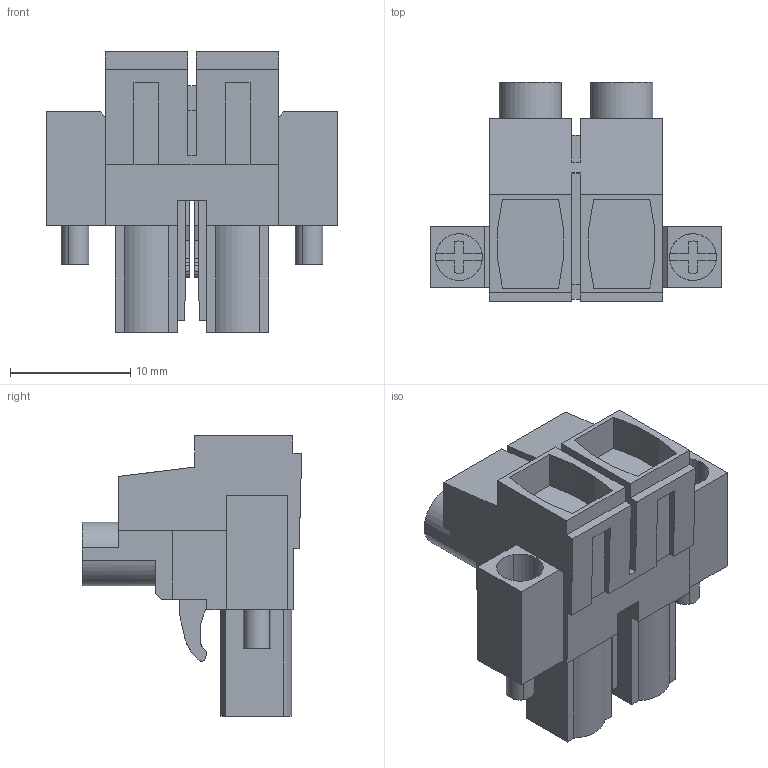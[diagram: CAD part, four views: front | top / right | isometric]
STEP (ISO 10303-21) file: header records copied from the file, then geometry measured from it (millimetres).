
FILE_DESCRIPTION(('CATIA V5 STEP Exchange','CAx-IF Rec.Pracs.--- Model Styling and Organization---1.2---2011-12-15'),'2;1');
FILE_NAME ('D1448474_0_1095680000_1095680000.stp','2017-06-08T10:36:30+00:00',('none'),('Weidmueller'),'CATIA Version 5-6 Release 2014','CATIA V5 STEP AP214','none');
FILE_SCHEMA(('AUTOMOTIVE_DESIGN { 1 0 10303 214 1 1 1 1 }'));
Length unit declared in the file: millimetre
Products named in the file (1): 1095680000
Bounding box: 24.3 x 18.28 x 23.35 mm (x, y, z)
Volume: 3131.6 mm3; surface area: 3133.6 mm2
Topology: 5 solids, 5 shells, 284 faces, 762 edges, 502 vertices
Faces by surface type: plane 226, cylinder 50, extrusion 8
Entity records: 8548 total; most frequent: CARTESIAN_POINT 1704, ORIENTED_EDGE 1524, DIRECTION 1171, EDGE_CURVE 762, VECTOR 611, LINE 603, VERTEX_POINT 502, AXIS2_PLACEMENT_3D 338
